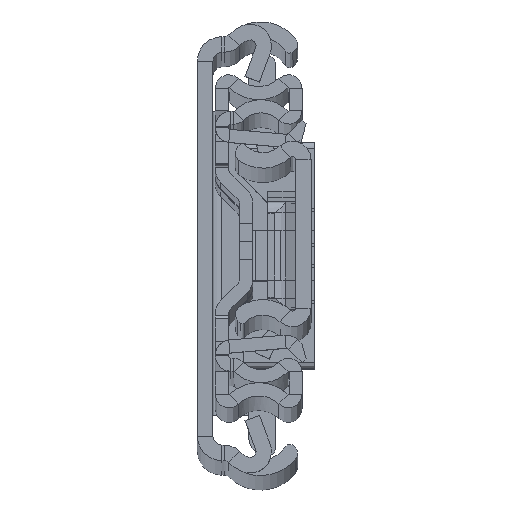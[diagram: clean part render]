
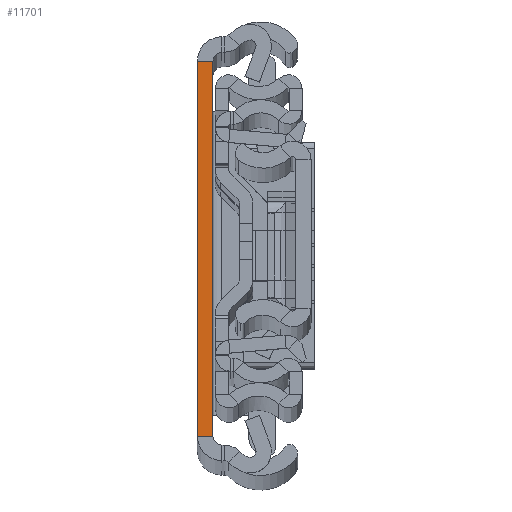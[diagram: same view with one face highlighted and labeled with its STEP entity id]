
A CAD part, top view. The second image highlights one B-rep face of the part: STEP entity #11701.
In plain terms, the highlighted planar face has unit normal (0, 0, 1).
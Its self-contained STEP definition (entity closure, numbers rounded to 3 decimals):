
#109 = CARTESIAN_POINT ( 'NONE',  ( 0., -31.5, 0. ) ) ;
#143 = VECTOR ( 'NONE', #1507, 1000. ) ;
#1296 = LINE ( 'NONE', #2658, #6908 ) ;
#1507 = DIRECTION ( 'NONE',  ( 1., 0., 0. ) ) ;
#2158 = LINE ( 'NONE', #12427, #17578 ) ;
#2296 = DIRECTION ( 'NONE',  ( 0., 0., -1. ) ) ;
#2658 = CARTESIAN_POINT ( 'NONE',  ( 2.6, -31.5, 0. ) ) ;
#2857 = CARTESIAN_POINT ( 'NONE',  ( 2.6, -31.5, 0. ) ) ;
#3086 = VERTEX_POINT ( 'NONE', #2857 ) ;
#4186 = LINE ( 'NONE', #109, #16225 ) ;
#5004 = PLANE ( 'NONE',  #7951 ) ;
#5391 = DIRECTION ( 'NONE',  ( 1., 0., 0. ) ) ;
#5950 = EDGE_CURVE ( 'NONE', #7799, #12469, #2158, .T. ) ;
#6908 = VECTOR ( 'NONE', #10678, 1000. ) ;
#7431 = VERTEX_POINT ( 'NONE', #10790 ) ;
#7658 = LINE ( 'NONE', #12617, #143 ) ;
#7799 = VERTEX_POINT ( 'NONE', #14585 ) ;
#7951 = AXIS2_PLACEMENT_3D ( 'NONE', #12126, #2296, #13601 ) ;
#8792 = EDGE_CURVE ( 'NONE', #3086, #12469, #1296, .T. ) ;
#8921 = EDGE_CURVE ( 'NONE', #7431, #7799, #4186, .T. ) ;
#9557 = ORIENTED_EDGE ( 'NONE', *, *, #5950, .F. ) ;
#9762 = DIRECTION ( 'NONE',  ( 0., 1., 0. ) ) ;
#10678 = DIRECTION ( 'NONE',  ( 0., 1., 0. ) ) ;
#10790 = CARTESIAN_POINT ( 'NONE',  ( 0., -31.5, 0. ) ) ;
#10887 = ORIENTED_EDGE ( 'NONE', *, *, #8921, .F. ) ;
#11701 = ADVANCED_FACE ( 'NONE', ( #11944 ), #5004, .F. ) ;
#11944 = FACE_OUTER_BOUND ( 'NONE', #13104, .T. ) ;
#12126 = CARTESIAN_POINT ( 'NONE',  ( 2.6, -31.5, 0. ) ) ;
#12427 = CARTESIAN_POINT ( 'NONE',  ( 2.6, 31.5, 0. ) ) ;
#12469 = VERTEX_POINT ( 'NONE', #17080 ) ;
#12617 = CARTESIAN_POINT ( 'NONE',  ( 2.6, -31.5, 0. ) ) ;
#13081 = ORIENTED_EDGE ( 'NONE', *, *, #13962, .T. ) ;
#13104 = EDGE_LOOP ( 'NONE', ( #9557, #10887, #13081, #14438 ) ) ;
#13601 = DIRECTION ( 'NONE',  ( 0., 1., 0. ) ) ;
#13962 = EDGE_CURVE ( 'NONE', #7431, #3086, #7658, .T. ) ;
#14438 = ORIENTED_EDGE ( 'NONE', *, *, #8792, .T. ) ;
#14585 = CARTESIAN_POINT ( 'NONE',  ( 0., 31.5, 0. ) ) ;
#16225 = VECTOR ( 'NONE', #9762, 1000. ) ;
#17080 = CARTESIAN_POINT ( 'NONE',  ( 2.6, 31.5, 0. ) ) ;
#17578 = VECTOR ( 'NONE', #5391, 1000. ) ;
